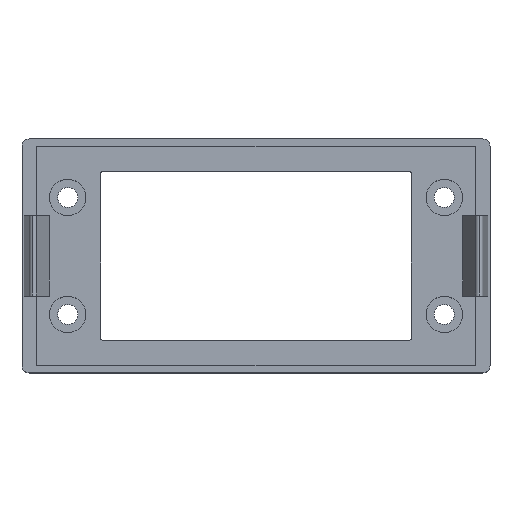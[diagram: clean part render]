
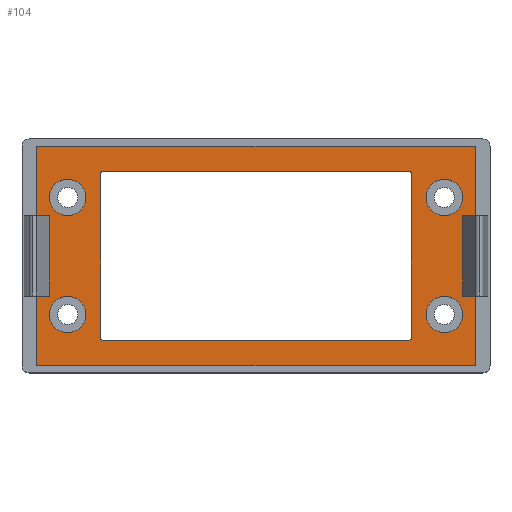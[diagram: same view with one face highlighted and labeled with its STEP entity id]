
A CAD part, top view. The second image highlights one B-rep face of the part: STEP entity #104.
In plain terms, the highlighted planar face has unit normal (0, 0, 1).
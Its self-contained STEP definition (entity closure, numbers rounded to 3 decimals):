
#104=ADVANCED_FACE('NONE',(#225,#226,#227,#228,#229,#230),#231,.T.);
#225=FACE_OUTER_BOUND('',#386,.T.);
#226=FACE_BOUND('',#387,.T.);
#227=FACE_BOUND('',#388,.T.);
#228=FACE_BOUND('',#389,.T.);
#229=FACE_BOUND('',#390,.T.);
#230=FACE_BOUND('',#391,.T.);
#231=PLANE('',#392);
#386=EDGE_LOOP('',(#880,#881,#882,#883));
#387=EDGE_LOOP('',(#884,#885));
#388=EDGE_LOOP('',(#886,#887));
#389=EDGE_LOOP('',(#888,#889));
#390=EDGE_LOOP('',(#890,#891));
#391=EDGE_LOOP('',(#892,#893,#894,#895,#896,#897,#898,#899));
#392=AXIS2_PLACEMENT_3D('',#900,#901,#902);
#880=ORIENTED_EDGE('',*,*,#1083,.T.);
#881=ORIENTED_EDGE('',*,*,#1081,.T.);
#882=ORIENTED_EDGE('',*,*,#1076,.T.);
#883=ORIENTED_EDGE('',*,*,#1074,.T.);
#884=ORIENTED_EDGE('',*,*,#1104,.F.);
#885=ORIENTED_EDGE('',*,*,#1027,.F.);
#886=ORIENTED_EDGE('',*,*,#1108,.F.);
#887=ORIENTED_EDGE('',*,*,#1019,.F.);
#888=ORIENTED_EDGE('',*,*,#1112,.F.);
#889=ORIENTED_EDGE('',*,*,#1011,.F.);
#890=ORIENTED_EDGE('',*,*,#1100,.F.);
#891=ORIENTED_EDGE('',*,*,#1035,.F.);
#892=ORIENTED_EDGE('',*,*,#1136,.T.);
#893=ORIENTED_EDGE('',*,*,#1138,.F.);
#894=ORIENTED_EDGE('',*,*,#1142,.T.);
#895=ORIENTED_EDGE('',*,*,#1144,.F.);
#896=ORIENTED_EDGE('',*,*,#1148,.T.);
#897=ORIENTED_EDGE('',*,*,#1149,.F.);
#898=ORIENTED_EDGE('',*,*,#1129,.T.);
#899=ORIENTED_EDGE('',*,*,#1132,.F.);
#900=CARTESIAN_POINT('',(-60.928,26.056,9.));
#901=DIRECTION('',(0.0,0.0,1.0));
#902=DIRECTION('',(1.0,0.0,0.0));
#1011=EDGE_CURVE('NONE',#1410,#1412,#1413,.T.);
#1019=EDGE_CURVE('NONE',#1426,#1428,#1429,.T.);
#1027=EDGE_CURVE('NONE',#1442,#1444,#1445,.T.);
#1035=EDGE_CURVE('NONE',#1458,#1460,#1461,.T.);
#1074=EDGE_CURVE('NONE',#1533,#1531,#1534,.T.);
#1076=EDGE_CURVE('NONE',#1536,#1533,#1537,.T.);
#1081=EDGE_CURVE('NONE',#1544,#1536,#1545,.T.);
#1083=EDGE_CURVE('NONE',#1531,#1544,#1547,.T.);
#1100=EDGE_CURVE('NONE',#1460,#1458,#1570,.T.);
#1104=EDGE_CURVE('NONE',#1444,#1442,#1574,.T.);
#1108=EDGE_CURVE('NONE',#1428,#1426,#1578,.T.);
#1112=EDGE_CURVE('NONE',#1412,#1410,#1582,.T.);
#1129=EDGE_CURVE('NONE',#1606,#1604,#1607,.T.);
#1132=EDGE_CURVE('NONE',#1610,#1604,#1612,.T.);
#1136=EDGE_CURVE('NONE',#1610,#1616,#1618,.T.);
#1138=EDGE_CURVE('NONE',#1620,#1616,#1622,.T.);
#1142=EDGE_CURVE('NONE',#1620,#1626,#1628,.T.);
#1144=EDGE_CURVE('NONE',#1630,#1626,#1632,.T.);
#1148=EDGE_CURVE('NONE',#1630,#1636,#1638,.T.);
#1149=EDGE_CURVE('NONE',#1606,#1636,#1639,.T.);
#1410=VERTEX_POINT('NONE',#1736);
#1412=VERTEX_POINT('NONE',#1739);
#1413=CIRCLE('',#1740,5.0);
#1426=VERTEX_POINT('NONE',#1756);
#1428=VERTEX_POINT('NONE',#1759);
#1429=CIRCLE('',#1760,5.0);
#1442=VERTEX_POINT('NONE',#1776);
#1444=VERTEX_POINT('NONE',#1779);
#1445=CIRCLE('',#1780,5.0);
#1458=VERTEX_POINT('NONE',#1796);
#1460=VERTEX_POINT('NONE',#1799);
#1461=CIRCLE('',#1800,5.0);
#1531=VERTEX_POINT('NONE',#1901);
#1533=VERTEX_POINT('NONE',#1904);
#1534=LINE('',#1905,#1906);
#1536=VERTEX_POINT('NONE',#1909);
#1537=LINE('',#1910,#1911);
#1544=VERTEX_POINT('NONE',#1922);
#1545=LINE('',#1923,#1924);
#1547=LINE('',#1927,#1928);
#1570=CIRCLE('',#1962,5.0);
#1574=CIRCLE('',#1966,5.0);
#1578=CIRCLE('',#1970,5.0);
#1582=CIRCLE('',#1974,5.0);
#1604=VERTEX_POINT('NONE',#2004);
#1606=VERTEX_POINT('NONE',#2007);
#1607=CIRCLE('',#2008,0.5);
#1610=VERTEX_POINT('NONE',#2012);
#1612=LINE('',#2015,#2016);
#1616=VERTEX_POINT('NONE',#2021);
#1618=CIRCLE('',#2024,0.5);
#1620=VERTEX_POINT('NONE',#2026);
#1622=LINE('',#2029,#2030);
#1626=VERTEX_POINT('NONE',#2035);
#1628=CIRCLE('',#2038,0.5);
#1630=VERTEX_POINT('NONE',#2040);
#1632=LINE('',#2043,#2044);
#1636=VERTEX_POINT('NONE',#2049);
#1638=CIRCLE('',#2052,0.5);
#1639=LINE('',#2053,#2054);
#1736=CARTESIAN_POINT('',(-57.428,-19.944,9.));
#1739=CARTESIAN_POINT('',(-47.428,-19.944,9.));
#1740=AXIS2_PLACEMENT_3D('',#2197,#2198,#2199);
#1756=CARTESIAN_POINT('',(45.572,-19.944,9.));
#1759=CARTESIAN_POINT('',(55.572,-19.944,9.));
#1760=AXIS2_PLACEMENT_3D('',#2213,#2214,#2215);
#1776=CARTESIAN_POINT('',(45.572,12.056,9.));
#1779=CARTESIAN_POINT('',(55.572,12.056,9.));
#1780=AXIS2_PLACEMENT_3D('',#2229,#2230,#2231);
#1796=CARTESIAN_POINT('',(-57.428,12.056,9.));
#1799=CARTESIAN_POINT('',(-47.428,12.056,9.));
#1800=AXIS2_PLACEMENT_3D('',#2245,#2246,#2247);
#1901=CARTESIAN_POINT('',(-60.928,26.056,9.));
#1904=CARTESIAN_POINT('',(59.072,26.056,9.));
#1905=CARTESIAN_POINT('',(59.072,26.056,9.));
#1906=VECTOR('',#2298,1000.0);
#1909=CARTESIAN_POINT('',(59.072,-33.944,9.));
#1910=CARTESIAN_POINT('',(59.072,-33.944,9.));
#1911=VECTOR('',#2300,1000.0);
#1922=CARTESIAN_POINT('',(-60.928,-33.944,9.));
#1923=CARTESIAN_POINT('',(-60.928,-33.944,9.));
#1924=VECTOR('',#2305,1000.0);
#1927=CARTESIAN_POINT('',(-60.928,26.056,9.));
#1928=VECTOR('',#2307,1000.0);
#1962=AXIS2_PLACEMENT_3D('',#2334,#2335,#2336);
#1966=AXIS2_PLACEMENT_3D('',#2346,#2347,#2348);
#1970=AXIS2_PLACEMENT_3D('',#2358,#2359,#2360);
#1974=AXIS2_PLACEMENT_3D('',#2370,#2371,#2372);
#2004=CARTESIAN_POINT('',(41.072,-26.944,9.));
#2007=CARTESIAN_POINT('',(41.572,-26.444,9.));
#2008=AXIS2_PLACEMENT_3D('',#2403,#2404,#2405);
#2012=CARTESIAN_POINT('',(-42.928,-26.944,9.));
#2015=CARTESIAN_POINT('',(-60.928,-26.944,9.));
#2016=VECTOR('',#2408,1000.0);
#2021=CARTESIAN_POINT('',(-43.428,-26.444,9.));
#2024=AXIS2_PLACEMENT_3D('',#2414,#2415,#2416);
#2026=CARTESIAN_POINT('',(-43.428,18.556,9.));
#2029=CARTESIAN_POINT('',(-43.428,26.056,9.));
#2030=VECTOR('',#2418,1000.0);
#2035=CARTESIAN_POINT('',(-42.928,19.056,9.));
#2038=AXIS2_PLACEMENT_3D('',#2424,#2425,#2426);
#2040=CARTESIAN_POINT('',(41.072,19.056,9.));
#2043=CARTESIAN_POINT('',(-60.928,19.056,9.));
#2044=VECTOR('',#2428,1000.0);
#2049=CARTESIAN_POINT('',(41.572,18.556,9.));
#2052=AXIS2_PLACEMENT_3D('',#2434,#2435,#2436);
#2053=CARTESIAN_POINT('',(41.572,26.056,9.));
#2054=VECTOR('',#2437,1000.0);
#2197=CARTESIAN_POINT('',(-52.428,-19.944,9.));
#2198=DIRECTION('',(0.0,0.0,1.0));
#2199=DIRECTION('',(1.0,0.0,0.0));
#2213=CARTESIAN_POINT('',(50.572,-19.944,9.));
#2214=DIRECTION('',(0.0,0.0,1.0));
#2215=DIRECTION('',(1.0,0.0,0.0));
#2229=CARTESIAN_POINT('',(50.572,12.056,9.));
#2230=DIRECTION('',(0.0,0.0,1.0));
#2231=DIRECTION('',(1.0,0.0,0.0));
#2245=CARTESIAN_POINT('',(-52.428,12.056,9.));
#2246=DIRECTION('',(0.0,0.0,1.0));
#2247=DIRECTION('',(1.0,0.0,0.0));
#2298=DIRECTION('',(-1.0,0.,0.0));
#2300=DIRECTION('',(0.0,1.0,0.0));
#2305=DIRECTION('',(1.0,0.,0.0));
#2307=DIRECTION('',(0.,-1.0,0.0));
#2334=CARTESIAN_POINT('',(-52.428,12.056,9.));
#2335=DIRECTION('',(0.0,0.0,1.0));
#2336=DIRECTION('',(1.0,0.0,0.0));
#2346=CARTESIAN_POINT('',(50.572,12.056,9.));
#2347=DIRECTION('',(0.0,0.0,1.0));
#2348=DIRECTION('',(1.0,0.0,0.0));
#2358=CARTESIAN_POINT('',(50.572,-19.944,9.));
#2359=DIRECTION('',(0.0,0.0,1.0));
#2360=DIRECTION('',(1.0,0.0,0.0));
#2370=CARTESIAN_POINT('',(-52.428,-19.944,9.));
#2371=DIRECTION('',(0.0,0.0,1.0));
#2372=DIRECTION('',(1.0,0.0,0.0));
#2403=CARTESIAN_POINT('',(41.072,-26.444,9.));
#2404=DIRECTION('',(0.0,0.0,-1.0));
#2405=DIRECTION('',(1.0,0.0,0.0));
#2408=DIRECTION('',(1.0,0.,0.0));
#2414=CARTESIAN_POINT('',(-42.928,-26.444,9.));
#2415=DIRECTION('',(0.0,0.0,-1.0));
#2416=DIRECTION('',(1.0,0.0,0.0));
#2418=DIRECTION('',(0.0,-1.0,0.0));
#2424=CARTESIAN_POINT('',(-42.928,18.556,9.));
#2425=DIRECTION('',(0.0,0.0,-1.0));
#2426=DIRECTION('',(1.0,0.0,0.0));
#2428=DIRECTION('',(-1.0,0.,0.0));
#2434=CARTESIAN_POINT('',(41.072,18.556,9.));
#2435=DIRECTION('',(0.0,0.0,-1.0));
#2436=DIRECTION('',(1.0,0.0,0.0));
#2437=DIRECTION('',(0.,1.0,0.0));
